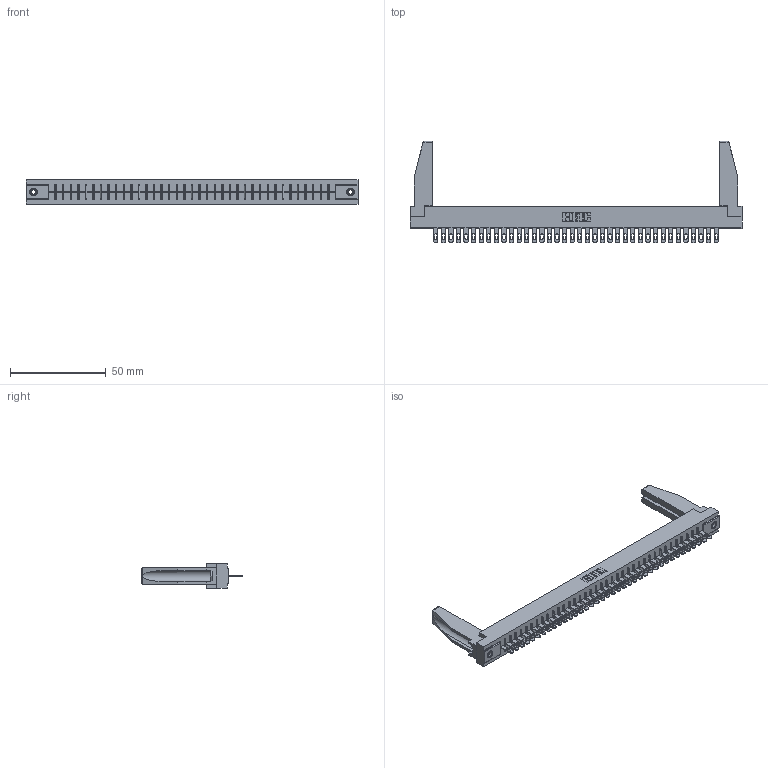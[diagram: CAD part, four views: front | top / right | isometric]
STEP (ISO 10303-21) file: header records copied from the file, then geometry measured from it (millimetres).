
FILE_DESCRIPTION (( 'STEP AP203' ), '1' );
FILE_NAME ('316-038-400-178.STEP', '2020-09-23T05:47:45', ( '' ), ( '' ), 'SwSTEP 2.0', 'SolidWorks 2020', '' );
FILE_SCHEMA (( 'CONFIG_CONTROL_DESIGN' ));
Length unit declared in the file: inch
Products named in the file (5): 307-220-078; 316-038-400-178; 306 Part_.156 Dia; 345-250-001_345-250-001-102; 306-290-001_100
Assembly tree (43 placements, depth 2):
  316-038-400-178
    306 Part_.156 Dia
    306-290-001_100  x38
    345-250-001_345-250-001-102  x2
    307-220-078  x2
Bounding box: 173.58 x 52.91 x 12.7 mm (x, y, z)
Volume: 23282.7 mm3; surface area: 24243.2 mm2
Topology: 43 solids, 43 shells, 3134 faces, 8816 edges, 5664 vertices
Faces by surface type: plane 2052, cylinder 914, sphere 152, cone 12, torus 4
Entity records: 38558 total; most frequent: CARTESIAN_POINT 6475, ORIENTED_EDGE 6378, DIRECTION 6337, EDGE_CURVE 3189, LINE 2493, VECTOR 2493, VERTEX_POINT 2018, AXIS2_PLACEMENT_3D 1922
